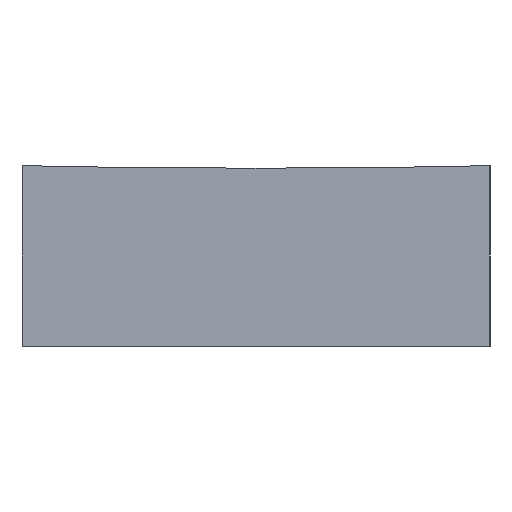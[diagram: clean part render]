
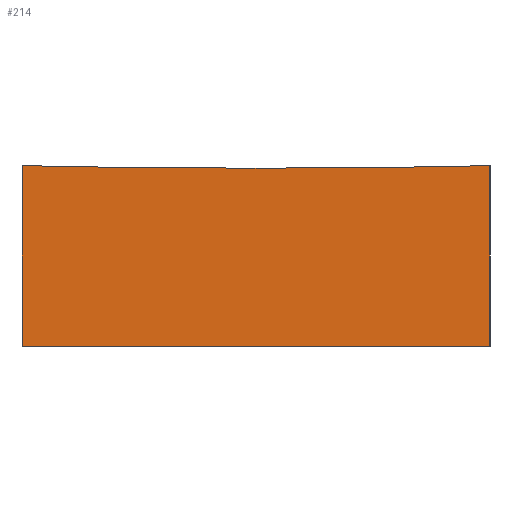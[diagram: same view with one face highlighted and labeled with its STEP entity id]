
A CAD part, left-side view. The second image highlights one B-rep face of the part: STEP entity #214.
In plain terms, the highlighted planar face has unit normal (-1, 0, 0).
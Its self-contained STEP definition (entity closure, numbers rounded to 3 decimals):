
#5 = EDGE_CURVE ( 'NONE', #229, #81, #246, .T. ) ;
#8 = VERTEX_POINT ( 'NONE', #211 ) ;
#14 = PLANE ( 'NONE',  #115 ) ;
#19 = CIRCLE ( 'NONE', #119, 599.479 ) ;
#23 = VERTEX_POINT ( 'NONE', #104 ) ;
#30 = DIRECTION ( 'NONE',  ( 1., 0., 0. ) ) ;
#38 = CARTESIAN_POINT ( 'NONE',  ( -25., -12.5, 9.651 ) ) ;
#48 = DIRECTION ( 'NONE',  ( -1., 0., 0. ) ) ;
#52 = VECTOR ( 'NONE', #249, 1000. ) ;
#65 = ORIENTED_EDGE ( 'NONE', *, *, #150, .F. ) ;
#69 = VECTOR ( 'NONE', #161, 1000. ) ;
#71 = AXIS2_PLACEMENT_3D ( 'NONE', #108, #48, #228 ) ;
#77 = LINE ( 'NONE', #240, #69 ) ;
#81 = VERTEX_POINT ( 'NONE', #149 ) ;
#82 = EDGE_LOOP ( 'NONE', ( #144, #185, #142, #223, #65 ) ) ;
#96 = CARTESIAN_POINT ( 'NONE',  ( -25., 12.5, 0. ) ) ;
#99 = DIRECTION ( 'NONE',  ( 0., 1., 0. ) ) ;
#104 = CARTESIAN_POINT ( 'NONE',  ( -25., 0., 9.521 ) ) ;
#108 = CARTESIAN_POINT ( 'NONE',  ( -25., 0., 609. ) ) ;
#115 = AXIS2_PLACEMENT_3D ( 'NONE', #210, #30, #199 ) ;
#119 = AXIS2_PLACEMENT_3D ( 'NONE', #139, #120, #99 ) ;
#120 = DIRECTION ( 'NONE',  ( -1., 0., 0. ) ) ;
#122 = EDGE_CURVE ( 'NONE', #166, #81, #200, .T. ) ;
#124 = CARTESIAN_POINT ( 'NONE',  ( -25., -12.5, 15. ) ) ;
#131 = CARTESIAN_POINT ( 'NONE',  ( -25., 12.5, 0. ) ) ;
#139 = CARTESIAN_POINT ( 'NONE',  ( -25., 0., 609. ) ) ;
#142 = ORIENTED_EDGE ( 'NONE', *, *, #5, .T. ) ;
#144 = ORIENTED_EDGE ( 'NONE', *, *, #204, .F. ) ;
#147 = FACE_OUTER_BOUND ( 'NONE', #82, .T. ) ;
#149 = CARTESIAN_POINT ( 'NONE',  ( -25., -12.5, 0. ) ) ;
#150 = EDGE_CURVE ( 'NONE', #23, #166, #19, .T. ) ;
#153 = CIRCLE ( 'NONE', #71, 599.479 ) ;
#161 = DIRECTION ( 'NONE',  ( 0., 0., -1. ) ) ;
#166 = VERTEX_POINT ( 'NONE', #38 ) ;
#179 = DIRECTION ( 'NONE',  ( 0., 0., -1. ) ) ;
#185 = ORIENTED_EDGE ( 'NONE', *, *, #242, .T. ) ;
#199 = DIRECTION ( 'NONE',  ( 0., 1., 0. ) ) ;
#200 = LINE ( 'NONE', #124, #224 ) ;
#204 = EDGE_CURVE ( 'NONE', #8, #23, #153, .T. ) ;
#210 = CARTESIAN_POINT ( 'NONE',  ( -25., 12.5, 15. ) ) ;
#211 = CARTESIAN_POINT ( 'NONE',  ( -25., 12.5, 9.651 ) ) ;
#214 = ADVANCED_FACE ( 'NONE', ( #147 ), #14, .F. ) ;
#223 = ORIENTED_EDGE ( 'NONE', *, *, #122, .F. ) ;
#224 = VECTOR ( 'NONE', #179, 1000. ) ;
#228 = DIRECTION ( 'NONE',  ( 0., 1., 0. ) ) ;
#229 = VERTEX_POINT ( 'NONE', #96 ) ;
#240 = CARTESIAN_POINT ( 'NONE',  ( -25., 12.5, 15. ) ) ;
#242 = EDGE_CURVE ( 'NONE', #8, #229, #77, .T. ) ;
#246 = LINE ( 'NONE', #131, #52 ) ;
#249 = DIRECTION ( 'NONE',  ( 0., -1., 0. ) ) ;
